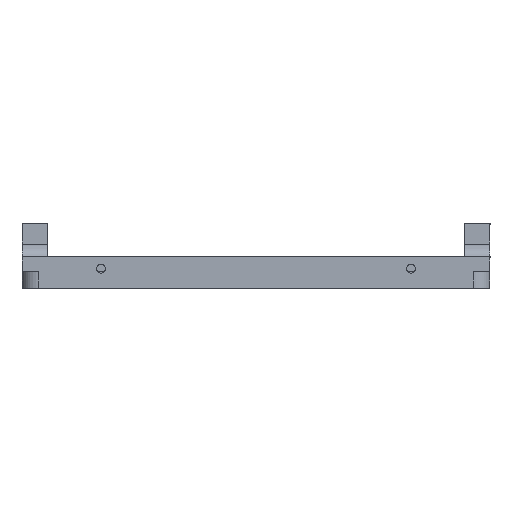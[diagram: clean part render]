
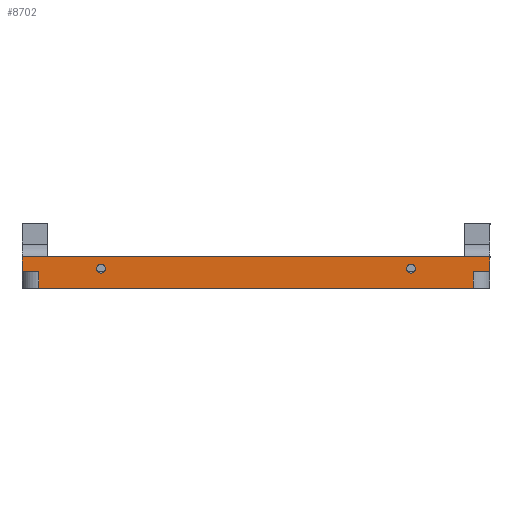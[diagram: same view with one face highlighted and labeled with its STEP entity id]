
A CAD part, front view. The second image highlights one B-rep face of the part: STEP entity #8702.
In plain terms, the highlighted planar face has unit normal (0, -1, 0).
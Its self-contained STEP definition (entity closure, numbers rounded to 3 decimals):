
#454 = VECTOR ( 'NONE', #30535, 1000. ) ;
#472 = ORIENTED_EDGE ( 'NONE', *, *, #22469, .F. ) ;
#533 = VERTEX_POINT ( 'NONE', #26982 ) ;
#669 = VECTOR ( 'NONE', #12008, 1000. ) ;
#1400 = VERTEX_POINT ( 'NONE', #3166 ) ;
#1512 = CARTESIAN_POINT ( 'NONE',  ( 0., -163.75, 0. ) ) ;
#1692 = DIRECTION ( 'NONE',  ( 0., 0., -1. ) ) ;
#1760 = CARTESIAN_POINT ( 'NONE',  ( -27.5, -163.75, -0.3 ) ) ;
#2472 = AXIS2_PLACEMENT_3D ( 'NONE', #21765, #32263, #18675 ) ;
#2791 = VERTEX_POINT ( 'NONE', #14987 ) ;
#3010 = LINE ( 'NONE', #8865, #15158 ) ;
#3166 = CARTESIAN_POINT ( 'NONE',  ( -38.5, -163.75, 0. ) ) ;
#5075 = DIRECTION ( 'NONE',  ( 0., 0., 1. ) ) ;
#5114 = LINE ( 'NONE', #20589, #26230 ) ;
#5129 = VERTEX_POINT ( 'NONE', #1760 ) ;
#5445 = VERTEX_POINT ( 'NONE', #13129 ) ;
#5910 = VERTEX_POINT ( 'NONE', #33571 ) ;
#6493 = ORIENTED_EDGE ( 'NONE', *, *, #28497, .F. ) ;
#6532 = CARTESIAN_POINT ( 'NONE',  ( 38.5, -163.75, -3. ) ) ;
#6856 = CARTESIAN_POINT ( 'NONE',  ( -27.5, -163.75, 0.5 ) ) ;
#7532 = DIRECTION ( 'NONE',  ( -1., 0., 0. ) ) ;
#7544 = ORIENTED_EDGE ( 'NONE', *, *, #30756, .F. ) ;
#7755 = CARTESIAN_POINT ( 'NONE',  ( -41.5, -163.75, 2.6 ) ) ;
#8140 = ORIENTED_EDGE ( 'NONE', *, *, #20378, .T. ) ;
#8347 = VERTEX_POINT ( 'NONE', #33040 ) ;
#8378 = VERTEX_POINT ( 'NONE', #9662 ) ;
#8702 = ADVANCED_FACE ( 'NONE', ( #9451, #21980, #9110 ), #30067, .T. ) ;
#8706 = VERTEX_POINT ( 'NONE', #32480 ) ;
#8865 = CARTESIAN_POINT ( 'NONE',  ( 0., -163.75, -3. ) ) ;
#9110 = FACE_OUTER_BOUND ( 'NONE', #13848, .T. ) ;
#9281 = DIRECTION ( 'NONE',  ( 0., -1., 0. ) ) ;
#9367 = EDGE_CURVE ( 'NONE', #5910, #5129, #16658, .T. ) ;
#9451 = FACE_BOUND ( 'NONE', #22725, .T. ) ;
#9568 = CARTESIAN_POINT ( 'NONE',  ( 41.5, -163.75, 2.6 ) ) ;
#9636 = CIRCLE ( 'NONE', #2472, 0.8 ) ;
#9662 = CARTESIAN_POINT ( 'NONE',  ( -41.5, -163.75, 0. ) ) ;
#9670 = VERTEX_POINT ( 'NONE', #18845 ) ;
#9708 = ORIENTED_EDGE ( 'NONE', *, *, #23373, .T. ) ;
#10257 = ORIENTED_EDGE ( 'NONE', *, *, #33706, .F. ) ;
#11324 = CARTESIAN_POINT ( 'NONE',  ( -38.5, -163.75, -3. ) ) ;
#11348 = DIRECTION ( 'NONE',  ( -1., 0., 0. ) ) ;
#11480 = AXIS2_PLACEMENT_3D ( 'NONE', #24099, #29096, #18427 ) ;
#11504 = CARTESIAN_POINT ( 'NONE',  ( 0., -163.75, 2.6 ) ) ;
#11666 = DIRECTION ( 'NONE',  ( 0., 0., -1. ) ) ;
#11851 = CARTESIAN_POINT ( 'NONE',  ( -27.5, -163.75, 0.5 ) ) ;
#11987 = ORIENTED_EDGE ( 'NONE', *, *, #17316, .T. ) ;
#12008 = DIRECTION ( 'NONE',  ( -1., 0., 0. ) ) ;
#12494 = AXIS2_PLACEMENT_3D ( 'NONE', #6856, #22486, #11666 ) ;
#13129 = CARTESIAN_POINT ( 'NONE',  ( 41.5, -163.75, 0. ) ) ;
#13848 = EDGE_LOOP ( 'NONE', ( #6493, #472, #9708, #8140, #32584, #10257, #7544, #11987 ) ) ;
#13917 = CARTESIAN_POINT ( 'NONE',  ( 0., -163.75, 0. ) ) ;
#13939 = CARTESIAN_POINT ( 'NONE',  ( -41.5, -163.75, 2.6 ) ) ;
#14089 = LINE ( 'NONE', #13917, #28782 ) ;
#14381 = ORIENTED_EDGE ( 'NONE', *, *, #27947, .F. ) ;
#14588 = LINE ( 'NONE', #1512, #669 ) ;
#14987 = CARTESIAN_POINT ( 'NONE',  ( 41.5, -163.75, 2.6 ) ) ;
#15158 = VECTOR ( 'NONE', #19334, 1000. ) ;
#16500 = LINE ( 'NONE', #13939, #30206 ) ;
#16658 = CIRCLE ( 'NONE', #18847, 0.8 ) ;
#16919 = EDGE_CURVE ( 'NONE', #1400, #8378, #14588, .T. ) ;
#17316 = EDGE_CURVE ( 'NONE', #25244, #9670, #23124, .T. ) ;
#18067 = DIRECTION ( 'NONE',  ( 0., 0., 1. ) ) ;
#18427 = DIRECTION ( 'NONE',  ( 0., 0., -1. ) ) ;
#18508 = CIRCLE ( 'NONE', #12494, 0.8 ) ;
#18671 = ORIENTED_EDGE ( 'NONE', *, *, #21915, .F. ) ;
#18675 = DIRECTION ( 'NONE',  ( 0., 0., -1. ) ) ;
#18845 = CARTESIAN_POINT ( 'NONE',  ( 38.5, -163.75, 0. ) ) ;
#18847 = AXIS2_PLACEMENT_3D ( 'NONE', #11851, #27319, #1692 ) ;
#19140 = CIRCLE ( 'NONE', #11480, 0.8 ) ;
#19254 = VECTOR ( 'NONE', #18067, 1000. ) ;
#19334 = DIRECTION ( 'NONE',  ( -1., 0., 0. ) ) ;
#20378 = EDGE_CURVE ( 'NONE', #28396, #8378, #16500, .T. ) ;
#20589 = CARTESIAN_POINT ( 'NONE',  ( 0., -163.75, 2.6 ) ) ;
#21765 = CARTESIAN_POINT ( 'NONE',  ( 27.5, -163.75, 0.5 ) ) ;
#21915 = EDGE_CURVE ( 'NONE', #5129, #5910, #18508, .T. ) ;
#21980 = FACE_BOUND ( 'NONE', #25813, .T. ) ;
#22469 = EDGE_CURVE ( 'NONE', #2791, #5445, #33109, .T. ) ;
#22486 = DIRECTION ( 'NONE',  ( 0., -1., 0. ) ) ;
#22725 = EDGE_LOOP ( 'NONE', ( #18671, #23269 ) ) ;
#23124 = LINE ( 'NONE', #31704, #25417 ) ;
#23269 = ORIENTED_EDGE ( 'NONE', *, *, #9367, .F. ) ;
#23373 = EDGE_CURVE ( 'NONE', #2791, #28396, #5114, .T. ) ;
#24099 = CARTESIAN_POINT ( 'NONE',  ( 27.5, -163.75, 0.5 ) ) ;
#24692 = EDGE_CURVE ( 'NONE', #533, #8706, #19140, .T. ) ;
#25244 = VERTEX_POINT ( 'NONE', #6532 ) ;
#25417 = VECTOR ( 'NONE', #5075, 1000. ) ;
#25813 = EDGE_LOOP ( 'NONE', ( #14381, #31554 ) ) ;
#26230 = VECTOR ( 'NONE', #7532, 1000. ) ;
#26982 = CARTESIAN_POINT ( 'NONE',  ( 27.5, -163.75, 1.3 ) ) ;
#27319 = DIRECTION ( 'NONE',  ( 0., -1., 0. ) ) ;
#27490 = DIRECTION ( 'NONE',  ( 0., 0., -1. ) ) ;
#27947 = EDGE_CURVE ( 'NONE', #8706, #533, #9636, .T. ) ;
#28396 = VERTEX_POINT ( 'NONE', #7755 ) ;
#28497 = EDGE_CURVE ( 'NONE', #5445, #9670, #14089, .T. ) ;
#28744 = LINE ( 'NONE', #11324, #19254 ) ;
#28782 = VECTOR ( 'NONE', #11348, 1000. ) ;
#29096 = DIRECTION ( 'NONE',  ( 0., -1., 0. ) ) ;
#30067 = PLANE ( 'NONE',  #32019 ) ;
#30206 = VECTOR ( 'NONE', #31822, 1000. ) ;
#30535 = DIRECTION ( 'NONE',  ( 0., 0., -1. ) ) ;
#30756 = EDGE_CURVE ( 'NONE', #25244, #8347, #3010, .T. ) ;
#31554 = ORIENTED_EDGE ( 'NONE', *, *, #24692, .F. ) ;
#31704 = CARTESIAN_POINT ( 'NONE',  ( 38.5, -163.75, -3. ) ) ;
#31822 = DIRECTION ( 'NONE',  ( 0., 0., -1. ) ) ;
#32019 = AXIS2_PLACEMENT_3D ( 'NONE', #11504, #9281, #27490 ) ;
#32263 = DIRECTION ( 'NONE',  ( 0., -1., 0. ) ) ;
#32480 = CARTESIAN_POINT ( 'NONE',  ( 27.5, -163.75, -0.3 ) ) ;
#32584 = ORIENTED_EDGE ( 'NONE', *, *, #16919, .F. ) ;
#33040 = CARTESIAN_POINT ( 'NONE',  ( -38.5, -163.75, -3. ) ) ;
#33109 = LINE ( 'NONE', #9568, #454 ) ;
#33571 = CARTESIAN_POINT ( 'NONE',  ( -27.5, -163.75, 1.3 ) ) ;
#33706 = EDGE_CURVE ( 'NONE', #8347, #1400, #28744, .T. ) ;
